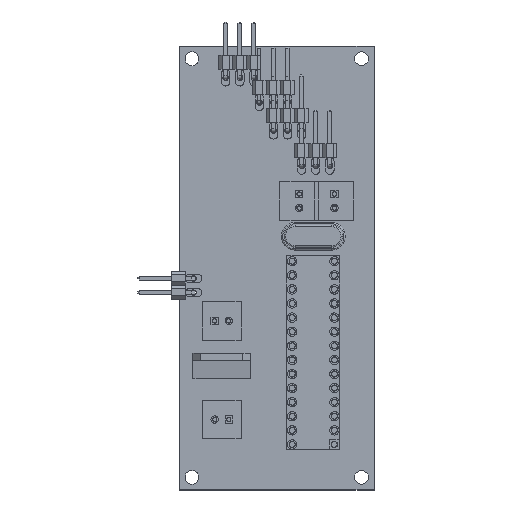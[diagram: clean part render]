
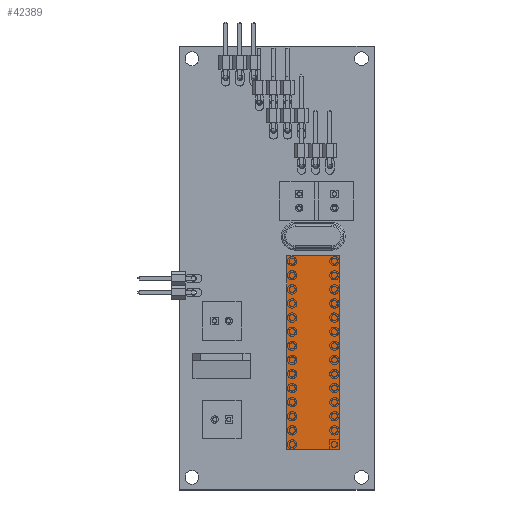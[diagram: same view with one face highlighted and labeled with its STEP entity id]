
A CAD part, top view. The second image highlights one B-rep face of the part: STEP entity #42389.
In plain terms, the highlighted planar face has unit normal (0, 0, 1).
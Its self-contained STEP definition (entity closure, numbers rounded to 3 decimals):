
#2838=PLANE('',#47347);
#5248=FACE_OUTER_BOUND('',#8618,.T.);
#8618=EDGE_LOOP('',(#37726,#37727,#37728,#37729));
#11852=LINE('',#71007,#15374);
#11853=LINE('',#71009,#15375);
#11854=LINE('',#71011,#15376);
#11855=LINE('',#71012,#15377);
#15374=VECTOR('',#59182,10.);
#15375=VECTOR('',#59183,10.);
#15376=VECTOR('',#59184,10.);
#15377=VECTOR('',#59185,10.);
#21482=VERTEX_POINT('',#71005);
#21483=VERTEX_POINT('',#71006);
#21484=VERTEX_POINT('',#71008);
#21485=VERTEX_POINT('',#71010);
#26964=EDGE_CURVE('',#21482,#21483,#11852,.T.);
#26965=EDGE_CURVE('',#21483,#21484,#11853,.T.);
#26966=EDGE_CURVE('',#21484,#21485,#11854,.T.);
#26967=EDGE_CURVE('',#21485,#21482,#11855,.T.);
#37726=ORIENTED_EDGE('',*,*,#26964,.T.);
#37727=ORIENTED_EDGE('',*,*,#26965,.T.);
#37728=ORIENTED_EDGE('',*,*,#26966,.T.);
#37729=ORIENTED_EDGE('',*,*,#26967,.T.);
#42389=ADVANCED_FACE('',(#5248),#2838,.T.);
#47347=AXIS2_PLACEMENT_3D('',#71004,#59180,#59181);
#59180=DIRECTION('center_axis',(0.,0.,1.));
#59181=DIRECTION('ref_axis',(1.,0.,0.));
#59182=DIRECTION('',(0.,1.,0.));
#59183=DIRECTION('',(-1.,0.,0.));
#59184=DIRECTION('',(0.,-1.,0.));
#59185=DIRECTION('',(1.,0.,0.));
#71004=CARTESIAN_POINT('Origin',(-3.81,16.51,0.1));
#71005=CARTESIAN_POINT('',(0.94,-0.965,0.1));
#71006=CARTESIAN_POINT('',(0.94,33.985,0.1));
#71007=CARTESIAN_POINT('',(0.94,16.51,0.1));
#71008=CARTESIAN_POINT('',(-8.56,33.985,0.1));
#71009=CARTESIAN_POINT('',(-3.81,33.985,0.1));
#71010=CARTESIAN_POINT('',(-8.56,-0.965,0.1));
#71011=CARTESIAN_POINT('',(-8.56,16.51,0.1));
#71012=CARTESIAN_POINT('',(-3.81,-0.965,0.1));
